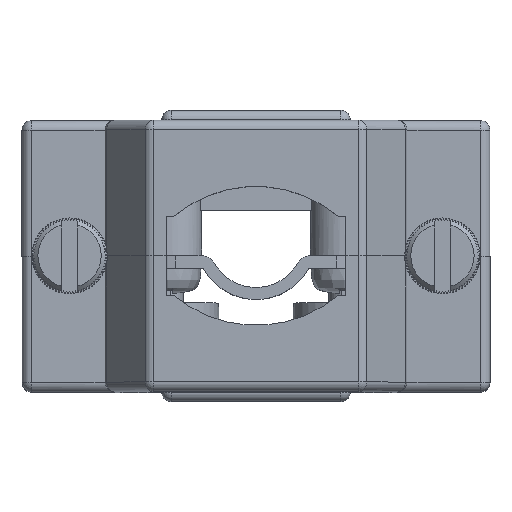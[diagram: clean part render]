
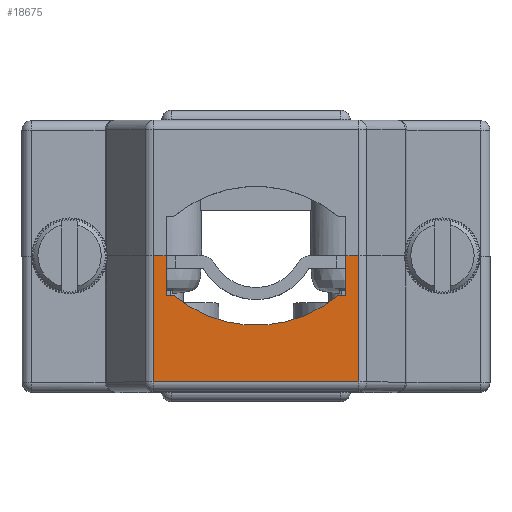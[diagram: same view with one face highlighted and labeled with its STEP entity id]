
A CAD part, top view. The second image highlights one B-rep face of the part: STEP entity #18675.
In plain terms, the highlighted planar face has unit normal (0, 0, 1).
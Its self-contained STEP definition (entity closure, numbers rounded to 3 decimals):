
#1076=PLANE('',#24700);
#1857=LINE('',#31505,#3231);
#1875=LINE('',#31561,#3249);
#1885=LINE('',#31585,#3259);
#1886=LINE('',#31588,#3260);
#1887=LINE('',#31589,#3261);
#1888=LINE('',#31591,#3262);
#1889=LINE('',#31595,#3263);
#1890=LINE('',#31597,#3264);
#1891=LINE('',#31598,#3265);
#3231=VECTOR('',#26546,1000.);
#3249=VECTOR('',#26588,1000.);
#3259=VECTOR('',#26604,1000.);
#3260=VECTOR('',#26605,1000.);
#3261=VECTOR('',#26606,1000.);
#3262=VECTOR('',#26607,1000.);
#3263=VECTOR('',#26610,1000.);
#3264=VECTOR('',#26611,1000.);
#3265=VECTOR('',#26612,1000.);
#4699=ORIENTED_EDGE('',*,*,#10589,.T.);
#4700=ORIENTED_EDGE('',*,*,#10590,.T.);
#4701=ORIENTED_EDGE('',*,*,#10551,.T.);
#4702=ORIENTED_EDGE('',*,*,#10591,.T.);
#4703=ORIENTED_EDGE('',*,*,#10592,.T.);
#4704=ORIENTED_EDGE('',*,*,#10593,.T.);
#4705=ORIENTED_EDGE('',*,*,#10594,.T.);
#4706=ORIENTED_EDGE('',*,*,#10595,.T.);
#4707=ORIENTED_EDGE('',*,*,#10577,.T.);
#4708=ORIENTED_EDGE('',*,*,#10596,.T.);
#10551=EDGE_CURVE('',#13490,#13489,#1857,.T.);
#10577=EDGE_CURVE('',#13516,#13515,#1875,.T.);
#10589=EDGE_CURVE('',#13527,#13528,#1885,.F.);
#10590=EDGE_CURVE('',#13528,#13490,#1886,.T.);
#10591=EDGE_CURVE('',#13489,#13529,#1887,.T.);
#10592=EDGE_CURVE('',#13529,#13530,#1888,.T.);
#10593=EDGE_CURVE('',#13530,#13531,#15405,.T.);
#10594=EDGE_CURVE('',#13531,#13532,#1889,.T.);
#10595=EDGE_CURVE('',#13532,#13516,#1890,.T.);
#10596=EDGE_CURVE('',#13515,#13527,#1891,.F.);
#13489=VERTEX_POINT('',#31504);
#13490=VERTEX_POINT('',#31506);
#13515=VERTEX_POINT('',#31560);
#13516=VERTEX_POINT('',#31562);
#13527=VERTEX_POINT('',#31586);
#13528=VERTEX_POINT('',#31587);
#13529=VERTEX_POINT('',#31590);
#13530=VERTEX_POINT('',#31592);
#13531=VERTEX_POINT('',#31594);
#13532=VERTEX_POINT('',#31596);
#15405=CIRCLE('',#24701,8.426);
#16047=EDGE_LOOP('',(#4699,#4700,#4701,#4702,#4703,#4704,#4705,#4706,#4707,
#4708));
#17215=FACE_BOUND('',#16047,.T.);
#18675=ADVANCED_FACE('',(#17215),#1076,.F.);
#24700=AXIS2_PLACEMENT_3D('',#31584,#26602,#26603);
#24701=AXIS2_PLACEMENT_3D('',#31593,#26608,#26609);
#26546=DIRECTION('',(-1.,0.,0.));
#26588=DIRECTION('',(-1.,0.,0.));
#26602=DIRECTION('',(0.,0.,-1.));
#26603=DIRECTION('',(-1.,0.,0.));
#26604=DIRECTION('',(-1.,0.,0.));
#26605=DIRECTION('',(0.,1.,0.));
#26606=DIRECTION('',(0.,-1.,0.));
#26607=DIRECTION('',(-1.,0.,0.));
#26608=DIRECTION('',(0.,0.,-1.));
#26609=DIRECTION('',(-1.,0.,0.));
#26610=DIRECTION('',(-1.,0.,0.));
#26611=DIRECTION('',(0.,1.,0.));
#26612=DIRECTION('',(0.,1.,0.));
#31504=CARTESIAN_POINT('',(5.95,4.5,10.2));
#31505=CARTESIAN_POINT('',(-7.15,4.5,10.2));
#31506=CARTESIAN_POINT('',(6.81,4.5,10.2));
#31560=CARTESIAN_POINT('',(-6.81,4.5,10.2));
#31561=CARTESIAN_POINT('',(-7.15,4.5,10.2));
#31562=CARTESIAN_POINT('',(-5.95,4.5,10.2));
#31584=CARTESIAN_POINT('',(-7.15,-4.5,10.2));
#31585=CARTESIAN_POINT('',(7.15,-3.85,10.2));
#31586=CARTESIAN_POINT('',(-6.81,-3.85,10.2));
#31587=CARTESIAN_POINT('',(6.81,-3.85,10.2));
#31588=CARTESIAN_POINT('',(6.81,-4.5,10.2));
#31589=CARTESIAN_POINT('',(5.95,4.5,10.2));
#31590=CARTESIAN_POINT('',(5.95,1.9,10.2));
#31591=CARTESIAN_POINT('',(5.95,1.9,10.2));
#31592=CARTESIAN_POINT('',(5.45,1.9,10.2));
#31593=CARTESIAN_POINT('',(0.,8.326,10.2));
#31594=CARTESIAN_POINT('',(-5.45,1.9,10.2));
#31595=CARTESIAN_POINT('',(-5.95,1.9,10.2));
#31596=CARTESIAN_POINT('',(-5.95,1.9,10.2));
#31597=CARTESIAN_POINT('',(-5.95,1.9,10.2));
#31598=CARTESIAN_POINT('',(-6.81,-4.5,10.2));
